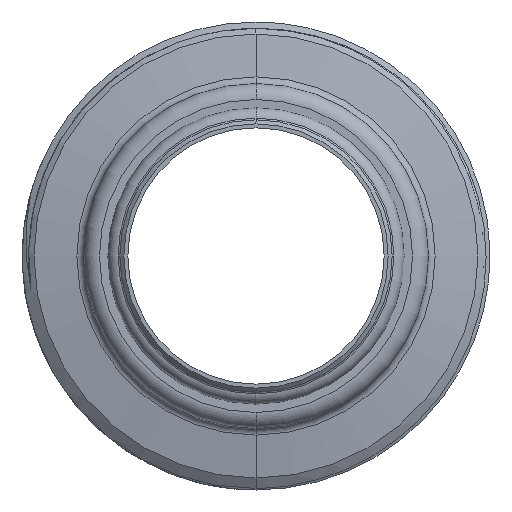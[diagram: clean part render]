
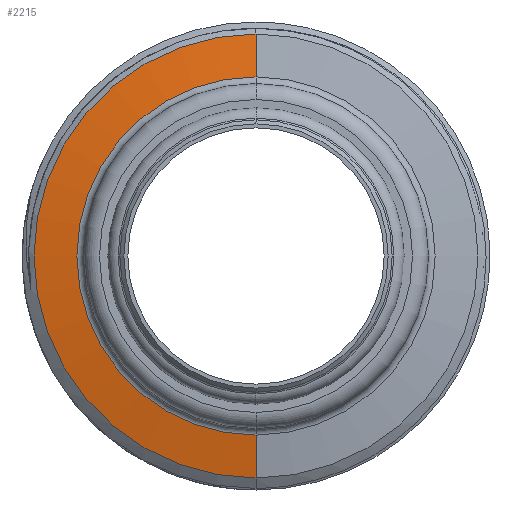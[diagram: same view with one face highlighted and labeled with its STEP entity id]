
A CAD part, left-side view. The second image highlights one B-rep face of the part: STEP entity #2215.
In plain terms, the highlighted conical face has half-angle 80 degrees and reference radius 27.712 mm.
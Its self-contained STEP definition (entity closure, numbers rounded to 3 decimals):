
#54 = CARTESIAN_POINT ( 'NONE',  ( 34.84, -15.781, 27.712 ) ) ;
#142 = DIRECTION ( 'NONE',  ( 0.174, 0., -0.985 ) ) ;
#204 = DIRECTION ( 'NONE',  ( 0., 0., 1. ) ) ;
#291 = CIRCLE ( 'NONE', #1046, 22.358 ) ;
#296 = VERTEX_POINT ( 'NONE', #4339 ) ;
#426 = EDGE_CURVE ( 'NONE', #296, #1634, #2937, .T. ) ;
#433 = DIRECTION ( 'NONE',  ( 0.174, 0., 0.985 ) ) ;
#499 = EDGE_CURVE ( 'NONE', #2189, #1634, #3503, .T. ) ;
#537 = DIRECTION ( 'NONE',  ( 0., 0., 1. ) ) ;
#829 = VECTOR ( 'NONE', #142, 1000. ) ;
#840 = AXIS2_PLACEMENT_3D ( 'NONE', #1808, #1464, #3801 ) ;
#937 = ORIENTED_EDGE ( 'NONE', *, *, #3528, .F. ) ;
#1046 = AXIS2_PLACEMENT_3D ( 'NONE', #4347, #3632, #204 ) ;
#1190 = CARTESIAN_POINT ( 'NONE',  ( 34.84, -15.781, 27.712 ) ) ;
#1464 = DIRECTION ( 'NONE',  ( 1., 0., 0. ) ) ;
#1634 = VERTEX_POINT ( 'NONE', #3973 ) ;
#1729 = CARTESIAN_POINT ( 'NONE',  ( 33.896, -15.781, 22.358 ) ) ;
#1808 = CARTESIAN_POINT ( 'NONE',  ( 34.84, -15.781, 0. ) ) ;
#1914 = CARTESIAN_POINT ( 'NONE',  ( 34.84, -15.781, -27.712 ) ) ;
#2137 = LINE ( 'NONE', #1190, #2665 ) ;
#2148 = ORIENTED_EDGE ( 'NONE', *, *, #2413, .T. ) ;
#2189 = VERTEX_POINT ( 'NONE', #54 ) ;
#2215 = ADVANCED_FACE ( 'NONE', ( #4519 ), #4333, .T. ) ;
#2289 = AXIS2_PLACEMENT_3D ( 'NONE', #2376, #3747, #537 ) ;
#2376 = CARTESIAN_POINT ( 'NONE',  ( 34.84, -15.781, 0. ) ) ;
#2413 = EDGE_CURVE ( 'NONE', #3673, #2189, #2137, .T. ) ;
#2665 = VECTOR ( 'NONE', #433, 1000. ) ;
#2937 = LINE ( 'NONE', #1914, #829 ) ;
#2991 = ORIENTED_EDGE ( 'NONE', *, *, #426, .F. ) ;
#3389 = ORIENTED_EDGE ( 'NONE', *, *, #499, .T. ) ;
#3503 = CIRCLE ( 'NONE', #2289, 27.712 ) ;
#3528 = EDGE_CURVE ( 'NONE', #3673, #296, #291, .T. ) ;
#3632 = DIRECTION ( 'NONE',  ( -1., 0., 0. ) ) ;
#3673 = VERTEX_POINT ( 'NONE', #1729 ) ;
#3747 = DIRECTION ( 'NONE',  ( -1., 0., 0. ) ) ;
#3801 = DIRECTION ( 'NONE',  ( 0., 0., -1. ) ) ;
#3973 = CARTESIAN_POINT ( 'NONE',  ( 34.84, -15.781, -27.712 ) ) ;
#4111 = EDGE_LOOP ( 'NONE', ( #937, #2148, #3389, #2991 ) ) ;
#4333 = CONICAL_SURFACE ( 'NONE', #840, 27.712, 1.396 ) ;
#4339 = CARTESIAN_POINT ( 'NONE',  ( 33.896, -15.781, -22.358 ) ) ;
#4347 = CARTESIAN_POINT ( 'NONE',  ( 33.896, -15.781, 0. ) ) ;
#4519 = FACE_OUTER_BOUND ( 'NONE', #4111, .T. ) ;
